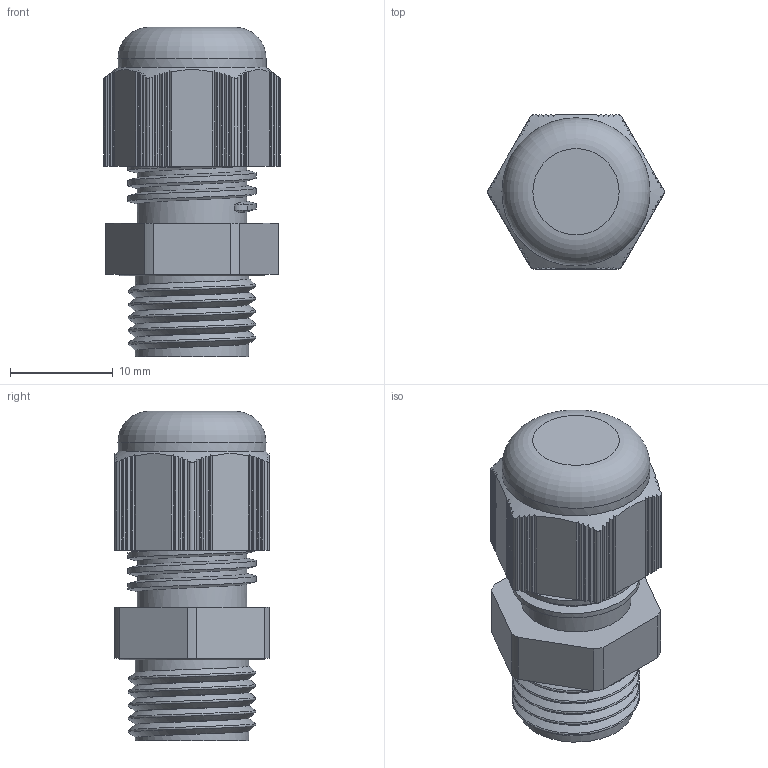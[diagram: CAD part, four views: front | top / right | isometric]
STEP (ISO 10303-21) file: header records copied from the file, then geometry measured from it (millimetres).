
FILE_DESCRIPTION((''),'2;1');
FILE_NAME('BS 01.stp','2012-09-25T16:10:50',('oktay'),(''),'Autodesk Inventor 2013','Autodesk Inventor 2013','');
FILE_SCHEMA(('AUTOMOTIVE_DESIGN { 1 0 10303 214 1 1 1 1 }'));
Length unit declared in the file: millimetre
Products named in the file (1): PG 7 MONTAJ_Shrinkwrap_1
Bounding box: 17.2 x 15 x 32.04 mm (x, y, z)
Volume: 3823.2 mm3; surface area: 2692.7 mm2
Topology: 1 solids, 1 shells, 209 faces, 602 edges, 395 vertices
Faces by surface type: plane 164, cylinder 24, cone 8, torus 8, bspline 5
Full cylindrical faces by diameter (mm): 8.2 x1, 10.7 x3, 11.08 x5, 14.4 x1
Entity records: 8056 total; most frequent: CARTESIAN_POINT 3307, ORIENTED_EDGE 1118, DIRECTION 825, EDGE_CURVE 559, VERTEX_POINT 377, VECTOR 337, LINE 337, AXIS2_PLACEMENT_3D 244
